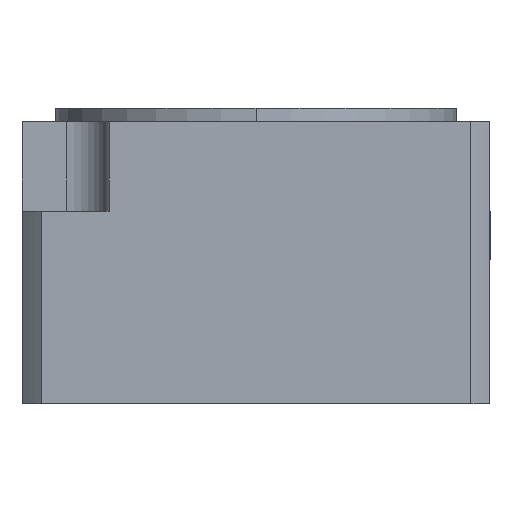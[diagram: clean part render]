
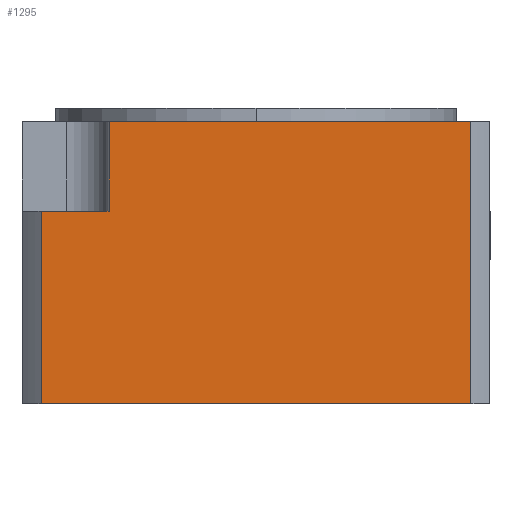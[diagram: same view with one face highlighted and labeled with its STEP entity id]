
A CAD part, left-side view. The second image highlights one B-rep face of the part: STEP entity #1295.
In plain terms, the highlighted planar face has unit normal (-1, 0, 0).
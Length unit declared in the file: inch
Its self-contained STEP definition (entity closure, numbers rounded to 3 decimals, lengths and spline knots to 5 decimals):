
#5 = LINE ( 'NONE', #282, #1291 ) ;
#95 = LINE ( 'NONE', #289, #111 ) ;
#111 = VECTOR ( 'NONE', #544, 39.37008 ) ;
#151 = CARTESIAN_POINT ( 'NONE',  ( -0.875, 0.80283, -0.335 ) ) ;
#182 = LINE ( 'NONE', #1533, #809 ) ;
#208 = CARTESIAN_POINT ( 'NONE',  ( -0.875, 0.80283, -1.055 ) ) ;
#223 = PLANE ( 'NONE',  #919 ) ;
#243 = VERTEX_POINT ( 'NONE', #522 ) ;
#264 = EDGE_CURVE ( 'NONE', #243, #1300, #5, .T. ) ;
#282 = CARTESIAN_POINT ( 'NONE',  ( -0.875, -0.80283, -1.055 ) ) ;
#289 = CARTESIAN_POINT ( 'NONE',  ( -0.875, -0.80283, -1.105 ) ) ;
#319 = CARTESIAN_POINT ( 'NONE',  ( -0.875, 0.875, 0. ) ) ;
#330 = EDGE_CURVE ( 'NONE', #1300, #588, #1562, .T. ) ;
#355 = EDGE_LOOP ( 'NONE', ( #1375, #1041, #1501, #1145, #935, #1014 ) ) ;
#475 = DIRECTION ( 'NONE',  ( 0., 1., 0. ) ) ;
#482 = VERTEX_POINT ( 'NONE', #1482 ) ;
#522 = CARTESIAN_POINT ( 'NONE',  ( -0.875, -0.80283, -1.055 ) ) ;
#537 = DIRECTION ( 'NONE',  ( 0., 1., 0. ) ) ;
#544 = DIRECTION ( 'NONE',  ( 0., 0., -1. ) ) ;
#564 = CARTESIAN_POINT ( 'NONE',  ( -0.875, 0.80283, -1.105 ) ) ;
#576 = DIRECTION ( 'NONE',  ( 0., 0., 1. ) ) ;
#579 = VECTOR ( 'NONE', #576, 39.37008 ) ;
#588 = VERTEX_POINT ( 'NONE', #151 ) ;
#661 = LINE ( 'NONE', #1259, #667 ) ;
#667 = VECTOR ( 'NONE', #992, 39.37008 ) ;
#687 = CARTESIAN_POINT ( 'NONE',  ( -0.875, 0.54961, 0. ) ) ;
#751 = CARTESIAN_POINT ( 'NONE',  ( -0.875, 0.875, -1.105 ) ) ;
#809 = VECTOR ( 'NONE', #1530, 39.37008 ) ;
#834 = EDGE_CURVE ( 'NONE', #482, #243, #95, .T. ) ;
#919 = AXIS2_PLACEMENT_3D ( 'NONE', #751, #1310, #947 ) ;
#933 = VERTEX_POINT ( 'NONE', #1212 ) ;
#935 = ORIENTED_EDGE ( 'NONE', *, *, #264, .F. ) ;
#947 = DIRECTION ( 'NONE',  ( 0., 0., -1. ) ) ;
#953 = VERTEX_POINT ( 'NONE', #687 ) ;
#992 = DIRECTION ( 'NONE',  ( 0., -1., 0. ) ) ;
#1001 = EDGE_CURVE ( 'NONE', #588, #933, #661, .T. ) ;
#1014 = ORIENTED_EDGE ( 'NONE', *, *, #834, .F. ) ;
#1041 = ORIENTED_EDGE ( 'NONE', *, *, #1271, .F. ) ;
#1145 = ORIENTED_EDGE ( 'NONE', *, *, #330, .F. ) ;
#1212 = CARTESIAN_POINT ( 'NONE',  ( -0.875, 0.54961, -0.335 ) ) ;
#1232 = EDGE_CURVE ( 'NONE', #482, #953, #1593, .T. ) ;
#1259 = CARTESIAN_POINT ( 'NONE',  ( -0.875, 0.54961, -0.335 ) ) ;
#1271 = EDGE_CURVE ( 'NONE', #933, #953, #182, .T. ) ;
#1291 = VECTOR ( 'NONE', #537, 39.37008 ) ;
#1295 = ADVANCED_FACE ( 'NONE', ( #1551 ), #223, .F. ) ;
#1300 = VERTEX_POINT ( 'NONE', #208 ) ;
#1310 = DIRECTION ( 'NONE',  ( 1., 0., 0. ) ) ;
#1375 = ORIENTED_EDGE ( 'NONE', *, *, #1232, .T. ) ;
#1482 = CARTESIAN_POINT ( 'NONE',  ( -0.875, -0.80283, 0. ) ) ;
#1501 = ORIENTED_EDGE ( 'NONE', *, *, #1001, .F. ) ;
#1530 = DIRECTION ( 'NONE',  ( 0., 0., 1. ) ) ;
#1533 = CARTESIAN_POINT ( 'NONE',  ( -0.875, 0.54961, -0.335 ) ) ;
#1548 = VECTOR ( 'NONE', #475, 39.37008 ) ;
#1551 = FACE_OUTER_BOUND ( 'NONE', #355, .T. ) ;
#1562 = LINE ( 'NONE', #564, #579 ) ;
#1593 = LINE ( 'NONE', #319, #1548 ) ;
